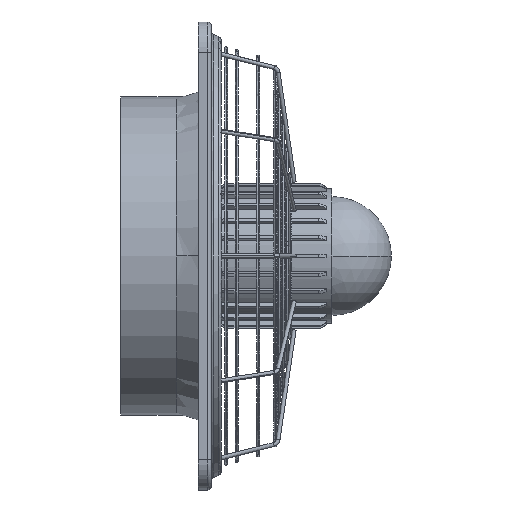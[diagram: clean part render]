
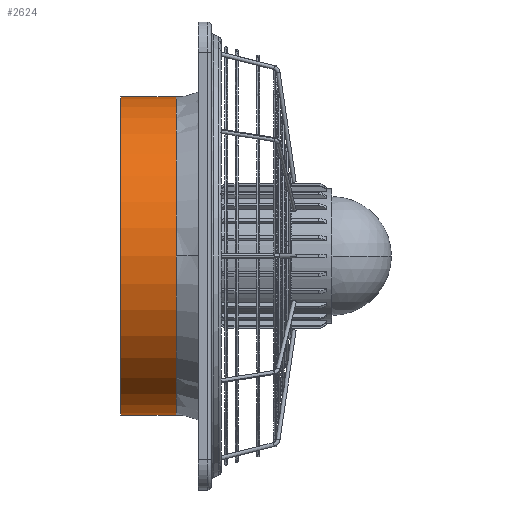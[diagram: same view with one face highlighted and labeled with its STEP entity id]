
A CAD part, front view. The second image highlights one B-rep face of the part: STEP entity #2624.
In plain terms, the highlighted cylindrical face has radius 158 mm (diameter 316 mm), a partial arc.
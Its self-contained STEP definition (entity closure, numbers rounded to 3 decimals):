
#405 = VERTEX_POINT ( 'NONE', #14839 ) ;
#458 = DIRECTION ( 'NONE',  ( 1., 0., 0. ) ) ;
#514 = FACE_OUTER_BOUND ( 'NONE', #18566, .T. ) ;
#833 = DIRECTION ( 'NONE',  ( 1., 0., 0. ) ) ;
#2624 = ADVANCED_FACE ( 'NONE', ( #514 ), #13696, .T. ) ;
#3209 = ORIENTED_EDGE ( 'NONE', *, *, #23826, .T. ) ;
#4081 = VECTOR ( 'NONE', #31782, 1000. ) ;
#4224 = CARTESIAN_POINT ( 'NONE',  ( 474.304, -499.362, 0. ) ) ;
#4507 = VERTEX_POINT ( 'NONE', #22556 ) ;
#4685 = DIRECTION ( 'NONE',  ( -1., 0., 0. ) ) ;
#4705 = DIRECTION ( 'NONE',  ( -1., 0., 0. ) ) ;
#5057 = VERTEX_POINT ( 'NONE', #32437 ) ;
#5414 = DIRECTION ( 'NONE',  ( -1., 0., 0. ) ) ;
#5600 = CARTESIAN_POINT ( 'NONE',  ( 446.704, -499.362, -158. ) ) ;
#7206 = AXIS2_PLACEMENT_3D ( 'NONE', #12908, #5414, #10716 ) ;
#8403 = CARTESIAN_POINT ( 'NONE',  ( 446.704, -499.362, 0. ) ) ;
#9507 = AXIS2_PLACEMENT_3D ( 'NONE', #8403, #458, #13458 ) ;
#10428 = DIRECTION ( 'NONE',  ( 0., 0., -1. ) ) ;
#10622 = CIRCLE ( 'NONE', #25228, 158. ) ;
#10716 = DIRECTION ( 'NONE',  ( 0., 1., 0. ) ) ;
#11320 = VERTEX_POINT ( 'NONE', #15679 ) ;
#11918 = EDGE_CURVE ( 'NONE', #20890, #5057, #27201, .T. ) ;
#12908 = CARTESIAN_POINT ( 'NONE',  ( 474.304, -499.362, 0. ) ) ;
#13014 = CIRCLE ( 'NONE', #14240, 158. ) ;
#13458 = DIRECTION ( 'NONE',  ( 0., 0., -1. ) ) ;
#13696 = CYLINDRICAL_SURFACE ( 'NONE', #9507, 158. ) ;
#14240 = AXIS2_PLACEMENT_3D ( 'NONE', #17786, #4705, #10428 ) ;
#14839 = CARTESIAN_POINT ( 'NONE',  ( 419.104, -499.362, 158. ) ) ;
#15147 = ORIENTED_EDGE ( 'NONE', *, *, #32715, .T. ) ;
#15679 = CARTESIAN_POINT ( 'NONE',  ( 474.304, -499.362, -158. ) ) ;
#16939 = ORIENTED_EDGE ( 'NONE', *, *, #17274, .F. ) ;
#17274 = EDGE_CURVE ( 'NONE', #405, #5057, #30009, .T. ) ;
#17786 = CARTESIAN_POINT ( 'NONE',  ( 419.104, -499.362, 0. ) ) ;
#18566 = EDGE_LOOP ( 'NONE', ( #16939, #18684, #3209, #15147, #21241 ) ) ;
#18684 = ORIENTED_EDGE ( 'NONE', *, *, #27217, .F. ) ;
#19265 = LINE ( 'NONE', #5600, #4081 ) ;
#20890 = VERTEX_POINT ( 'NONE', #31246 ) ;
#21241 = ORIENTED_EDGE ( 'NONE', *, *, #11918, .T. ) ;
#22556 = CARTESIAN_POINT ( 'NONE',  ( 419.104, -499.362, -158. ) ) ;
#23056 = VECTOR ( 'NONE', #833, 1000. ) ;
#23826 = EDGE_CURVE ( 'NONE', #4507, #11320, #19265, .T. ) ;
#25228 = AXIS2_PLACEMENT_3D ( 'NONE', #4224, #4685, #28145 ) ;
#27201 = CIRCLE ( 'NONE', #7206, 158. ) ;
#27217 = EDGE_CURVE ( 'NONE', #4507, #405, #13014, .T. ) ;
#28145 = DIRECTION ( 'NONE',  ( 0., 1., 0. ) ) ;
#30009 = LINE ( 'NONE', #31991, #23056 ) ;
#31246 = CARTESIAN_POINT ( 'NONE',  ( 474.304, -657.362, 0. ) ) ;
#31782 = DIRECTION ( 'NONE',  ( 1., 0., 0. ) ) ;
#31991 = CARTESIAN_POINT ( 'NONE',  ( 446.704, -499.362, 158. ) ) ;
#32437 = CARTESIAN_POINT ( 'NONE',  ( 474.304, -499.362, 158. ) ) ;
#32715 = EDGE_CURVE ( 'NONE', #11320, #20890, #10622, .T. ) ;
